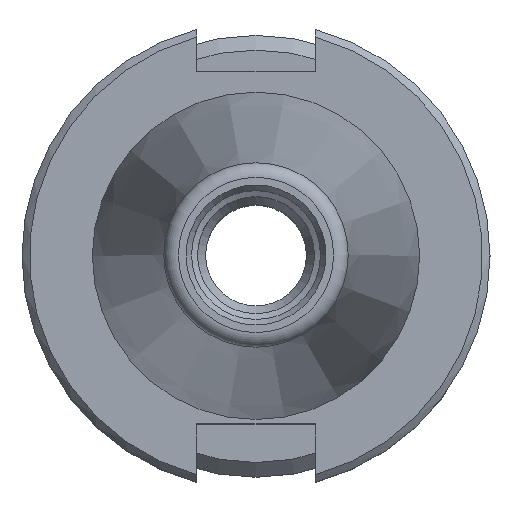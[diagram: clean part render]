
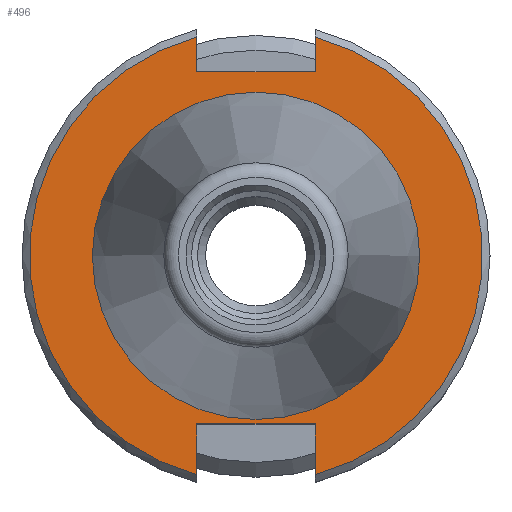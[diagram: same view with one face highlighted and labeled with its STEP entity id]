
A CAD part, top view. The second image highlights one B-rep face of the part: STEP entity #496.
In plain terms, the highlighted planar face has unit normal (0, 0, 1).
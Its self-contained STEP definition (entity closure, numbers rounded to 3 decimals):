
#60 = VERTEX_POINT ( 'NONE', #553 ) ;
#123 = EDGE_CURVE ( 'NONE', #1941, #2276, #3997, .T. ) ;
#187 = EDGE_CURVE ( 'NONE', #1228, #60, #1565, .T. ) ;
#234 = CIRCLE ( 'NONE', #2877, 30.775 ) ;
#255 = CARTESIAN_POINT ( 'NONE',  ( -21.925, 0., -3.18 ) ) ;
#281 = CARTESIAN_POINT ( 'NONE',  ( 8.05, -29.704, -3.18 ) ) ;
#322 = LINE ( 'NONE', #1103, #2321 ) ;
#370 = EDGE_CURVE ( 'NONE', #2400, #2400, #3120, .T. ) ;
#405 = CARTESIAN_POINT ( 'NONE',  ( -8.05, -29.704, -3.18 ) ) ;
#477 = DIRECTION ( 'NONE',  ( 0., -1., 0. ) ) ;
#496 = ADVANCED_FACE ( 'NONE', ( #1737, #1030 ), #2510, .F. ) ;
#497 = VECTOR ( 'NONE', #2658, 1000. ) ;
#498 = CARTESIAN_POINT ( 'NONE',  ( 8.05, -22.8, -3.18 ) ) ;
#553 = CARTESIAN_POINT ( 'NONE',  ( -8.05, 25., -3.18 ) ) ;
#571 = DIRECTION ( 'NONE',  ( 1., 0., 0. ) ) ;
#751 = EDGE_CURVE ( 'NONE', #4270, #2236, #3351, .T. ) ;
#785 = DIRECTION ( 'NONE',  ( -1., 0., 0. ) ) ;
#858 = ORIENTED_EDGE ( 'NONE', *, *, #123, .F. ) ;
#879 = DIRECTION ( 'NONE',  ( -1., 0., 0. ) ) ;
#980 = ORIENTED_EDGE ( 'NONE', *, *, #187, .F. ) ;
#986 = EDGE_CURVE ( 'NONE', #1053, #3917, #322, .T. ) ;
#1030 = FACE_BOUND ( 'NONE', #4548, .T. ) ;
#1053 = VERTEX_POINT ( 'NONE', #2184 ) ;
#1103 = CARTESIAN_POINT ( 'NONE',  ( -8.05, -22.8, -3.18 ) ) ;
#1166 = AXIS2_PLACEMENT_3D ( 'NONE', #2004, #3111, #879 ) ;
#1185 = CARTESIAN_POINT ( 'NONE',  ( 8.05, 29.704, -3.18 ) ) ;
#1215 = CARTESIAN_POINT ( 'NONE',  ( -8.05, 29.704, -3.18 ) ) ;
#1228 = VERTEX_POINT ( 'NONE', #1215 ) ;
#1415 = DIRECTION ( 'NONE',  ( 0., -1., 0. ) ) ;
#1546 = AXIS2_PLACEMENT_3D ( 'NONE', #4497, #3386, #3073 ) ;
#1547 = CARTESIAN_POINT ( 'NONE',  ( -8.05, 25., -3.18 ) ) ;
#1561 = LINE ( 'NONE', #2597, #3153 ) ;
#1565 = LINE ( 'NONE', #2912, #2057 ) ;
#1667 = EDGE_CURVE ( 'NONE', #60, #4270, #3341, .T. ) ;
#1673 = ORIENTED_EDGE ( 'NONE', *, *, #986, .F. ) ;
#1737 = FACE_OUTER_BOUND ( 'NONE', #2768, .T. ) ;
#1840 = ORIENTED_EDGE ( 'NONE', *, *, #3451, .F. ) ;
#1941 = VERTEX_POINT ( 'NONE', #281 ) ;
#1944 = EDGE_CURVE ( 'NONE', #3917, #1228, #234, .T. ) ;
#1954 = CARTESIAN_POINT ( 'NONE',  ( 8.05, -22.8, -3.18 ) ) ;
#2004 = CARTESIAN_POINT ( 'NONE',  ( 0., 0., -3.18 ) ) ;
#2057 = VECTOR ( 'NONE', #477, 1000. ) ;
#2184 = CARTESIAN_POINT ( 'NONE',  ( -8.05, -22.8, -3.18 ) ) ;
#2236 = VERTEX_POINT ( 'NONE', #1185 ) ;
#2267 = VECTOR ( 'NONE', #571, 1000. ) ;
#2276 = VERTEX_POINT ( 'NONE', #1954 ) ;
#2297 = ORIENTED_EDGE ( 'NONE', *, *, #370, .T. ) ;
#2321 = VECTOR ( 'NONE', #1415, 1000. ) ;
#2400 = VERTEX_POINT ( 'NONE', #255 ) ;
#2510 = PLANE ( 'NONE',  #2542 ) ;
#2542 = AXIS2_PLACEMENT_3D ( 'NONE', #4614, #2839, #4266 ) ;
#2597 = CARTESIAN_POINT ( 'NONE',  ( -8.05, -22.8, -3.18 ) ) ;
#2658 = DIRECTION ( 'NONE',  ( 0., 1., 0. ) ) ;
#2679 = VECTOR ( 'NONE', #4038, 1000. ) ;
#2726 = CARTESIAN_POINT ( 'NONE',  ( 8.05, 34.248, -3.18 ) ) ;
#2768 = EDGE_LOOP ( 'NONE', ( #4289, #4114, #3551, #980, #3750, #1673, #1840, #858 ) ) ;
#2839 = DIRECTION ( 'NONE',  ( 0., 0., -1. ) ) ;
#2841 = EDGE_CURVE ( 'NONE', #2236, #1941, #3862, .T. ) ;
#2857 = CARTESIAN_POINT ( 'NONE',  ( 0., 0., -3.18 ) ) ;
#2877 = AXIS2_PLACEMENT_3D ( 'NONE', #2857, #3895, #3224 ) ;
#2912 = CARTESIAN_POINT ( 'NONE',  ( -8.05, 34.248, -3.18 ) ) ;
#3073 = DIRECTION ( 'NONE',  ( -1., 0., 0. ) ) ;
#3111 = DIRECTION ( 'NONE',  ( 0., 0., -1. ) ) ;
#3120 = CIRCLE ( 'NONE', #1166, 21.925 ) ;
#3153 = VECTOR ( 'NONE', #785, 1000. ) ;
#3224 = DIRECTION ( 'NONE',  ( -1., 0., 0. ) ) ;
#3341 = LINE ( 'NONE', #1547, #2267 ) ;
#3351 = LINE ( 'NONE', #2726, #497 ) ;
#3386 = DIRECTION ( 'NONE',  ( 0., 0., -1. ) ) ;
#3451 = EDGE_CURVE ( 'NONE', #2276, #1053, #1561, .T. ) ;
#3551 = ORIENTED_EDGE ( 'NONE', *, *, #1667, .F. ) ;
#3750 = ORIENTED_EDGE ( 'NONE', *, *, #1944, .F. ) ;
#3862 = CIRCLE ( 'NONE', #1546, 30.775 ) ;
#3895 = DIRECTION ( 'NONE',  ( 0., 0., -1. ) ) ;
#3917 = VERTEX_POINT ( 'NONE', #405 ) ;
#3997 = LINE ( 'NONE', #498, #2679 ) ;
#4038 = DIRECTION ( 'NONE',  ( 0., 1., 0. ) ) ;
#4114 = ORIENTED_EDGE ( 'NONE', *, *, #751, .F. ) ;
#4266 = DIRECTION ( 'NONE',  ( -1., 0., 0. ) ) ;
#4270 = VERTEX_POINT ( 'NONE', #4486 ) ;
#4289 = ORIENTED_EDGE ( 'NONE', *, *, #2841, .F. ) ;
#4486 = CARTESIAN_POINT ( 'NONE',  ( 8.05, 25., -3.18 ) ) ;
#4497 = CARTESIAN_POINT ( 'NONE',  ( 0., 0., -3.18 ) ) ;
#4548 = EDGE_LOOP ( 'NONE', ( #2297 ) ) ;
#4614 = CARTESIAN_POINT ( 'NONE',  ( 0., 0., -3.18 ) ) ;
